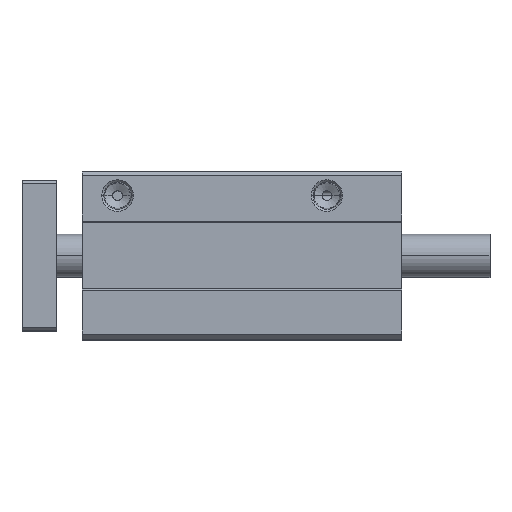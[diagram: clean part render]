
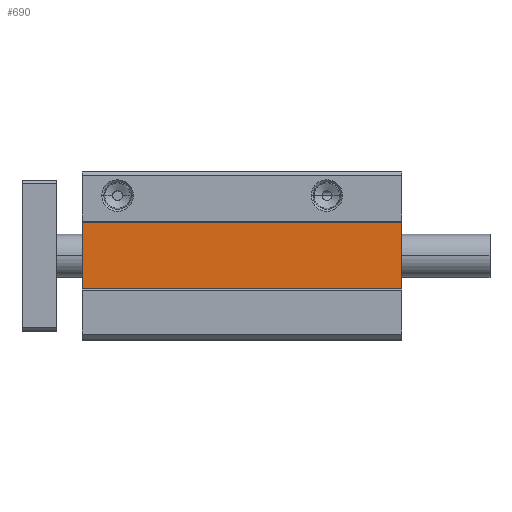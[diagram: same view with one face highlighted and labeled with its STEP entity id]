
A CAD part, top view. The second image highlights one B-rep face of the part: STEP entity #690.
In plain terms, the highlighted planar face has unit normal (0, 0, 1).
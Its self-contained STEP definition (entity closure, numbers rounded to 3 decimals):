
#19 = VERTEX_POINT ( 'NONE', #3300 ) ;
#115 = CARTESIAN_POINT ( 'NONE',  ( 0., 15.5, 80.4 ) ) ;
#119 = EDGE_CURVE ( 'NONE', #5961, #19, #6202, .T. ) ;
#431 = DIRECTION ( 'NONE',  ( -1., 0., 0. ) ) ;
#444 = LINE ( 'NONE', #8663, #6007 ) ;
#690 = ADVANCED_FACE ( 'NONE', ( #8760 ), #6390, .T. ) ;
#1181 = CARTESIAN_POINT ( 'NONE',  ( 0., -15.5, 80.4 ) ) ;
#1740 = LINE ( 'NONE', #7898, #12391 ) ;
#1802 = DIRECTION ( 'NONE',  ( 1., 0., 0. ) ) ;
#2760 = VERTEX_POINT ( 'NONE', #6300 ) ;
#2937 = EDGE_CURVE ( 'NONE', #5961, #11118, #1740, .T. ) ;
#3300 = CARTESIAN_POINT ( 'NONE',  ( 0., -15.5, 80.4 ) ) ;
#3552 = CARTESIAN_POINT ( 'NONE',  ( 149., 15.5, 80.4 ) ) ;
#5421 = EDGE_CURVE ( 'NONE', #2760, #19, #8653, .T. ) ;
#5597 = DIRECTION ( 'NONE',  ( 1., 0., 0. ) ) ;
#5961 = VERTEX_POINT ( 'NONE', #115 ) ;
#6007 = VECTOR ( 'NONE', #12714, 1000. ) ;
#6194 = ORIENTED_EDGE ( 'NONE', *, *, #12003, .T. ) ;
#6202 = LINE ( 'NONE', #1181, #10605 ) ;
#6300 = CARTESIAN_POINT ( 'NONE',  ( 149., -15.5, 80.4 ) ) ;
#6390 = PLANE ( 'NONE',  #6764 ) ;
#6595 = CARTESIAN_POINT ( 'NONE',  ( 0., -15.5, 80.4 ) ) ;
#6764 = AXIS2_PLACEMENT_3D ( 'NONE', #9823, #6832, #1802 ) ;
#6832 = DIRECTION ( 'NONE',  ( 0., 0., 1. ) ) ;
#7342 = DIRECTION ( 'NONE',  ( 0., -1., 0. ) ) ;
#7898 = CARTESIAN_POINT ( 'NONE',  ( 0., 15.5, 80.4 ) ) ;
#8208 = ORIENTED_EDGE ( 'NONE', *, *, #119, .T. ) ;
#8648 = ORIENTED_EDGE ( 'NONE', *, *, #5421, .F. ) ;
#8653 = LINE ( 'NONE', #6595, #8895 ) ;
#8663 = CARTESIAN_POINT ( 'NONE',  ( 149., -15.5, 80.4 ) ) ;
#8760 = FACE_OUTER_BOUND ( 'NONE', #9085, .T. ) ;
#8895 = VECTOR ( 'NONE', #431, 1000. ) ;
#9085 = EDGE_LOOP ( 'NONE', ( #8208, #8648, #6194, #9207 ) ) ;
#9207 = ORIENTED_EDGE ( 'NONE', *, *, #2937, .F. ) ;
#9823 = CARTESIAN_POINT ( 'NONE',  ( 0., -15.5, 80.4 ) ) ;
#10605 = VECTOR ( 'NONE', #7342, 1000. ) ;
#11118 = VERTEX_POINT ( 'NONE', #3552 ) ;
#12003 = EDGE_CURVE ( 'NONE', #2760, #11118, #444, .T. ) ;
#12391 = VECTOR ( 'NONE', #5597, 1000. ) ;
#12714 = DIRECTION ( 'NONE',  ( 0., 1., 0. ) ) ;
